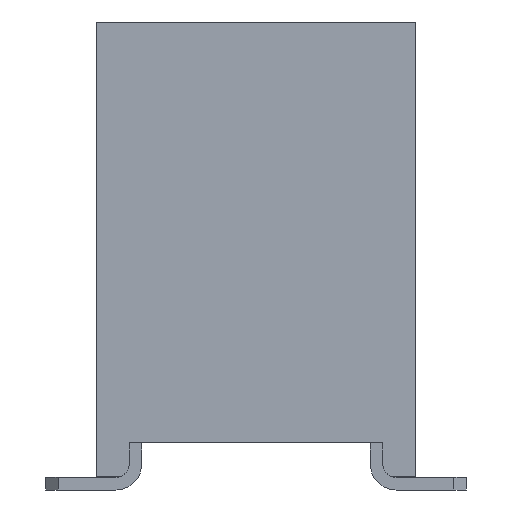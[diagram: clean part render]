
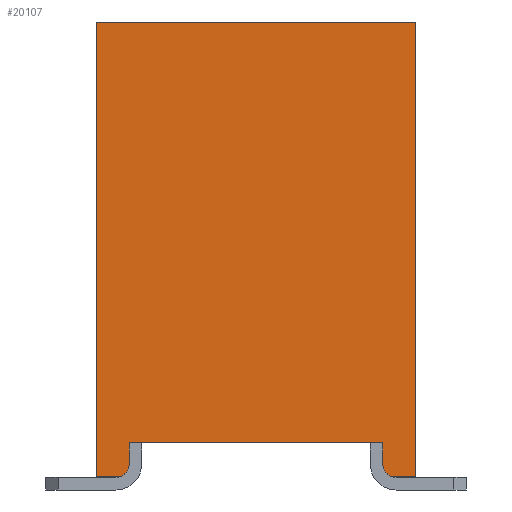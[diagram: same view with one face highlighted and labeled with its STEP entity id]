
A CAD part, left-side view. The second image highlights one B-rep face of the part: STEP entity #20107.
In plain terms, the highlighted planar face has unit normal (-1, 0, 0).
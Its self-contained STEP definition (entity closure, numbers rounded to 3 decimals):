
#248=CIRCLE('',#21381,0.2);
#250=CIRCLE('',#21384,0.2);
#1906=ORIENTED_EDGE('',*,*,#7488,.F.);
#1907=ORIENTED_EDGE('',*,*,#7850,.T.);
#1908=ORIENTED_EDGE('',*,*,#7851,.T.);
#1909=ORIENTED_EDGE('',*,*,#7852,.T.);
#1910=ORIENTED_EDGE('',*,*,#7853,.T.);
#1911=ORIENTED_EDGE('',*,*,#7847,.T.);
#1912=ORIENTED_EDGE('',*,*,#7482,.F.);
#1913=ORIENTED_EDGE('',*,*,#7493,.T.);
#1914=ORIENTED_EDGE('',*,*,#7854,.T.);
#1915=ORIENTED_EDGE('',*,*,#7490,.F.);
#7482=EDGE_CURVE('',#10564,#10565,#12544,.T.);
#7488=EDGE_CURVE('',#10570,#10571,#12550,.T.);
#7490=EDGE_CURVE('',#10571,#10572,#12552,.T.);
#7493=EDGE_CURVE('',#10564,#10574,#12555,.T.);
#7847=EDGE_CURVE('',#10798,#10565,#248,.T.);
#7850=EDGE_CURVE('',#10570,#10800,#250,.T.);
#7851=EDGE_CURVE('',#10800,#10801,#12910,.T.);
#7852=EDGE_CURVE('',#10801,#10802,#12911,.T.);
#7853=EDGE_CURVE('',#10802,#10798,#12912,.T.);
#7854=EDGE_CURVE('',#10574,#10572,#12913,.T.);
#10564=VERTEX_POINT('',#28854);
#10565=VERTEX_POINT('',#28855);
#10570=VERTEX_POINT('',#28866);
#10571=VERTEX_POINT('',#28868);
#10572=VERTEX_POINT('',#28872);
#10574=VERTEX_POINT('',#28878);
#10798=VERTEX_POINT('',#29593);
#10800=VERTEX_POINT('',#29599);
#10801=VERTEX_POINT('',#29601);
#10802=VERTEX_POINT('',#29603);
#12544=LINE('',#28853,#14726);
#12550=LINE('',#28867,#14732);
#12552=LINE('',#28871,#14734);
#12555=LINE('',#28877,#14737);
#12910=LINE('',#29600,#15092);
#12911=LINE('',#29602,#15093);
#12912=LINE('',#29604,#15094);
#12913=LINE('',#29605,#15095);
#14726=VECTOR('',#23053,1000.);
#14732=VECTOR('',#23061,1000.);
#14734=VECTOR('',#23065,1000.);
#14737=VECTOR('',#23070,1000.);
#15092=VECTOR('',#23707,1000.);
#15093=VECTOR('',#23708,1000.);
#15094=VECTOR('',#23709,1000.);
#15095=VECTOR('',#23710,1000.);
#17055=EDGE_LOOP('',(#1906,#1907,#1908,#1909,#1910,#1911,#1912,#1913,#1914,
#1915));
#18215=FACE_BOUND('',#17055,.T.);
#19368=PLANE('',#21383);
#20107=ADVANCED_FACE('',(#18215),#19368,.T.);
#21381=AXIS2_PLACEMENT_3D('',#29592,#23698,#23699);
#21383=AXIS2_PLACEMENT_3D('',#29597,#23703,#23704);
#21384=AXIS2_PLACEMENT_3D('',#29598,#23705,#23706);
#23053=DIRECTION('',(0.,1.,0.));
#23061=DIRECTION('',(0.,1.,0.));
#23065=DIRECTION('',(0.,0.,1.));
#23070=DIRECTION('',(0.,0.,1.));
#23698=DIRECTION('',(-1.,0.,0.));
#23699=DIRECTION('',(0.,0.,1.));
#23703=DIRECTION('',(-1.,0.,0.));
#23704=DIRECTION('',(0.,0.,1.));
#23705=DIRECTION('',(-1.,0.,0.));
#23706=DIRECTION('',(0.,0.,1.));
#23707=DIRECTION('',(0.,0.,1.));
#23708=DIRECTION('',(0.,-1.,0.));
#23709=DIRECTION('',(0.,0.,-1.));
#23710=DIRECTION('',(0.,1.,0.));
#28853=CARTESIAN_POINT('',(-9.14,-2.54,-3.62));
#28854=CARTESIAN_POINT('',(-9.14,-2.54,-3.62));
#28855=CARTESIAN_POINT('',(-9.14,-2.22,-3.62));
#28866=CARTESIAN_POINT('',(-9.14,2.22,-3.62));
#28867=CARTESIAN_POINT('',(-9.14,-2.54,-3.62));
#28868=CARTESIAN_POINT('',(-9.14,2.54,-3.62));
#28871=CARTESIAN_POINT('',(-9.14,2.54,-3.62));
#28872=CARTESIAN_POINT('',(-9.14,2.54,3.62));
#28877=CARTESIAN_POINT('',(-9.14,-2.54,-3.62));
#28878=CARTESIAN_POINT('',(-9.14,-2.54,3.62));
#29592=CARTESIAN_POINT('',(-9.14,-2.22,-3.42));
#29593=CARTESIAN_POINT('',(-9.14,-2.02,-3.42));
#29597=CARTESIAN_POINT('',(-9.14,-2.54,-3.62));
#29598=CARTESIAN_POINT('',(-9.14,2.22,-3.42));
#29599=CARTESIAN_POINT('',(-9.14,2.02,-3.42));
#29600=CARTESIAN_POINT('',(-9.14,2.02,-3.62));
#29601=CARTESIAN_POINT('',(-9.14,2.02,-3.08));
#29602=CARTESIAN_POINT('',(-9.14,-2.54,-3.08));
#29603=CARTESIAN_POINT('',(-9.14,-2.02,-3.08));
#29604=CARTESIAN_POINT('',(-9.14,-2.02,-3.62));
#29605=CARTESIAN_POINT('',(-9.14,-2.54,3.62));
